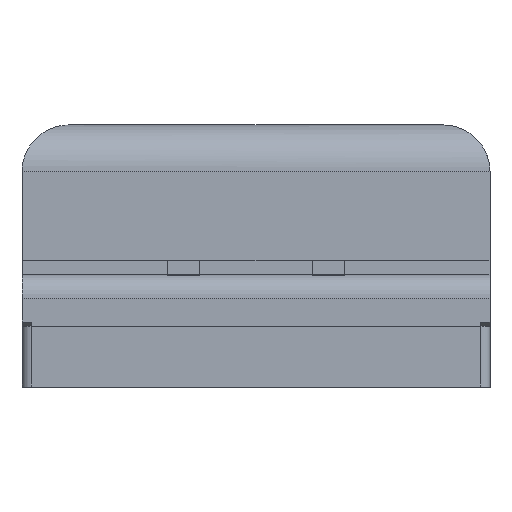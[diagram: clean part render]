
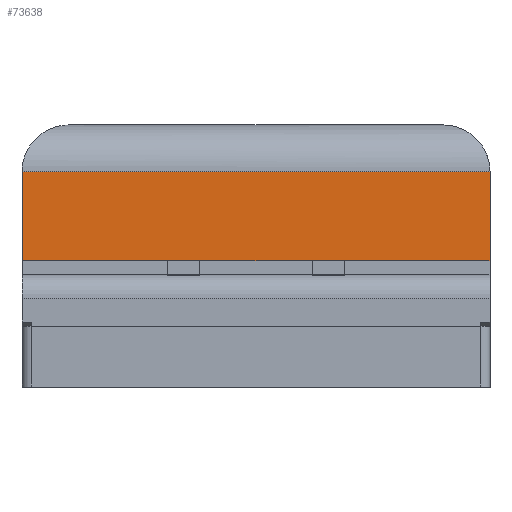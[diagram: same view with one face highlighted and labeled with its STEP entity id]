
A CAD part, front view. The second image highlights one B-rep face of the part: STEP entity #73638.
In plain terms, the highlighted planar face has unit normal (0, -1, 0).
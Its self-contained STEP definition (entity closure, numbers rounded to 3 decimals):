
#6798 = VERTEX_POINT('',#6799);
#6799 = CARTESIAN_POINT('',(144.,167.,-1.));
#6808 = PLANE('',#6809);
#6809 = AXIS2_PLACEMENT_3D('',#6810,#6811,#6812);
#6810 = CARTESIAN_POINT('',(144.,176.311,7.519));
#6811 = DIRECTION('',(-1.,0.,0.));
#6812 = DIRECTION('',(0.,0.,-1.));
#6820 = PLANE('',#6821);
#6821 = AXIS2_PLACEMENT_3D('',#6822,#6823,#6824);
#6822 = CARTESIAN_POINT('',(169.,163.885,-1.));
#6823 = DIRECTION('',(0.,0.,-1.));
#6824 = DIRECTION('',(-1.,0.,0.));
#6832 = EDGE_CURVE('',#6833,#6798,#6835,.T.);
#6833 = VERTEX_POINT('',#6834);
#6834 = CARTESIAN_POINT('',(144.,167.,22.));
#6835 = SURFACE_CURVE('',#6836,(#6840,#6847),.PCURVE_S1.);
#6836 = LINE('',#6837,#6838);
#6837 = CARTESIAN_POINT('',(144.,167.,2.76));
#6838 = VECTOR('',#6839,1.);
#6839 = DIRECTION('',(0.,0.,-1.));
#6840 = PCURVE('',#6808,#6841);
#6841 = DEFINITIONAL_REPRESENTATION('',(#6842),#6846);
#6842 = LINE('',#6843,#6844);
#6843 = CARTESIAN_POINT('',(4.76,9.311));
#6844 = VECTOR('',#6845,1.);
#6845 = DIRECTION('',(1.,0.));
#6846 = ( GEOMETRIC_REPRESENTATION_CONTEXT(2) 
PARAMETRIC_REPRESENTATION_CONTEXT() REPRESENTATION_CONTEXT('2D SPACE',''
  ) );
#6847 = PCURVE('',#6848,#6853);
#6848 = PLANE('',#6849);
#6849 = AXIS2_PLACEMENT_3D('',#6850,#6851,#6852);
#6850 = CARTESIAN_POINT('',(-70.,167.,-2.));
#6851 = DIRECTION('',(0.,1.,0.));
#6852 = DIRECTION('',(0.,0.,1.));
#6853 = DEFINITIONAL_REPRESENTATION('',(#6854),#6858);
#6854 = LINE('',#6855,#6856);
#6855 = CARTESIAN_POINT('',(4.76,214.));
#6856 = VECTOR('',#6857,1.);
#6857 = DIRECTION('',(-1.,0.));
#6858 = ( GEOMETRIC_REPRESENTATION_CONTEXT(2) 
PARAMETRIC_REPRESENTATION_CONTEXT() REPRESENTATION_CONTEXT('2D SPACE',''
  ) );
#7436 = EDGE_CURVE('',#6798,#7437,#7439,.T.);
#7437 = VERTEX_POINT('',#7438);
#7438 = CARTESIAN_POINT('',(194.,167.,-1.));
#7439 = SURFACE_CURVE('',#7440,(#7444,#7450),.PCURVE_S1.);
#7440 = LINE('',#7441,#7442);
#7441 = CARTESIAN_POINT('',(49.5,167.,-1.));
#7442 = VECTOR('',#7443,1.);
#7443 = DIRECTION('',(1.,0.,0.));
#7444 = PCURVE('',#6820,#7445);
#7445 = DEFINITIONAL_REPRESENTATION('',(#7446),#7449);
#7446 = B_SPLINE_CURVE_WITH_KNOTS('',1,(#7447,#7448),.UNSPECIFIED.,.F.,
  .F.,(2,2),(89.5,149.5),.PIECEWISE_BEZIER_KNOTS.);
#7447 = CARTESIAN_POINT('',(30.,3.115));
#7448 = CARTESIAN_POINT('',(-30.,3.115));
#7449 = ( GEOMETRIC_REPRESENTATION_CONTEXT(2) 
PARAMETRIC_REPRESENTATION_CONTEXT() REPRESENTATION_CONTEXT('2D SPACE',''
  ) );
#7450 = PCURVE('',#6848,#7451);
#7451 = DEFINITIONAL_REPRESENTATION('',(#7452),#7455);
#7452 = B_SPLINE_CURVE_WITH_KNOTS('',1,(#7453,#7454),.UNSPECIFIED.,.F.,
  .F.,(2,2),(89.5,149.5),.PIECEWISE_BEZIER_KNOTS.);
#7453 = CARTESIAN_POINT('',(1.,209.));
#7454 = CARTESIAN_POINT('',(1.,269.));
#7455 = ( GEOMETRIC_REPRESENTATION_CONTEXT(2) 
PARAMETRIC_REPRESENTATION_CONTEXT() REPRESENTATION_CONTEXT('2D SPACE',''
  ) );
#7555 = PLANE('',#7556);
#7556 = AXIS2_PLACEMENT_3D('',#7557,#7558,#7559);
#7557 = CARTESIAN_POINT('',(194.,176.311,7.519));
#7558 = DIRECTION('',(1.,0.,0.));
#7559 = DIRECTION('',(0.,1.,0.));
#9693 = CYLINDRICAL_SURFACE('',#9694,5.);
#9694 = AXIS2_PLACEMENT_3D('',#9695,#9696,#9697);
#9695 = CARTESIAN_POINT('',(-70.,172.,22.));
#9696 = DIRECTION('',(1.,0.,0.));
#9697 = DIRECTION('',(0.,-1.,0.));
#34589 = VERTEX_POINT('',#34590);
#34590 = CARTESIAN_POINT('',(194.,167.,22.));
#34611 = EDGE_CURVE('',#7437,#34589,#34612,.T.);
#34612 = SURFACE_CURVE('',#34613,(#34617,#34624),.PCURVE_S1.);
#34613 = LINE('',#34614,#34615);
#34614 = CARTESIAN_POINT('',(194.,167.,2.76));
#34615 = VECTOR('',#34616,1.);
#34616 = DIRECTION('',(0.,0.,1.));
#34617 = PCURVE('',#7555,#34618);
#34618 = DEFINITIONAL_REPRESENTATION('',(#34619),#34623);
#34619 = LINE('',#34620,#34621);
#34620 = CARTESIAN_POINT('',(-9.311,-4.76));
#34621 = VECTOR('',#34622,1.);
#34622 = DIRECTION('',(0.,1.));
#34623 = ( GEOMETRIC_REPRESENTATION_CONTEXT(2) 
PARAMETRIC_REPRESENTATION_CONTEXT() REPRESENTATION_CONTEXT('2D SPACE',''
  ) );
#34624 = PCURVE('',#6848,#34625);
#34625 = DEFINITIONAL_REPRESENTATION('',(#34626),#34630);
#34626 = LINE('',#34627,#34628);
#34627 = CARTESIAN_POINT('',(4.76,264.));
#34628 = VECTOR('',#34629,1.);
#34629 = DIRECTION('',(1.,0.));
#34630 = ( GEOMETRIC_REPRESENTATION_CONTEXT(2) 
PARAMETRIC_REPRESENTATION_CONTEXT() REPRESENTATION_CONTEXT('2D SPACE',''
  ) );
#38987 = EDGE_CURVE('',#6833,#34589,#38988,.T.);
#38988 = SURFACE_CURVE('',#38989,(#38993,#39000),.PCURVE_S1.);
#38989 = LINE('',#38990,#38991);
#38990 = CARTESIAN_POINT('',(-70.,167.,22.));
#38991 = VECTOR('',#38992,1.);
#38992 = DIRECTION('',(1.,0.,0.));
#38993 = PCURVE('',#9693,#38994);
#38994 = DEFINITIONAL_REPRESENTATION('',(#38995),#38999);
#38995 = LINE('',#38996,#38997);
#38996 = CARTESIAN_POINT('',(0.,0.));
#38997 = VECTOR('',#38998,1.);
#38998 = DIRECTION('',(0.,1.));
#38999 = ( GEOMETRIC_REPRESENTATION_CONTEXT(2) 
PARAMETRIC_REPRESENTATION_CONTEXT() REPRESENTATION_CONTEXT('2D SPACE',''
  ) );
#39000 = PCURVE('',#6848,#39001);
#39001 = DEFINITIONAL_REPRESENTATION('',(#39002),#39006);
#39002 = LINE('',#39003,#39004);
#39003 = CARTESIAN_POINT('',(24.,0.));
#39004 = VECTOR('',#39005,1.);
#39005 = DIRECTION('',(0.,1.));
#39006 = ( GEOMETRIC_REPRESENTATION_CONTEXT(2) 
PARAMETRIC_REPRESENTATION_CONTEXT() REPRESENTATION_CONTEXT('2D SPACE',''
  ) );
#73638 = ADVANCED_FACE('',(#73639),#6848,.F.);
#73639 = FACE_BOUND('',#73640,.T.);
#73640 = EDGE_LOOP('',(#73641,#73642,#73643,#73644));
#73641 = ORIENTED_EDGE('',*,*,#38987,.F.);
#73642 = ORIENTED_EDGE('',*,*,#6832,.T.);
#73643 = ORIENTED_EDGE('',*,*,#7436,.T.);
#73644 = ORIENTED_EDGE('',*,*,#34611,.T.);
